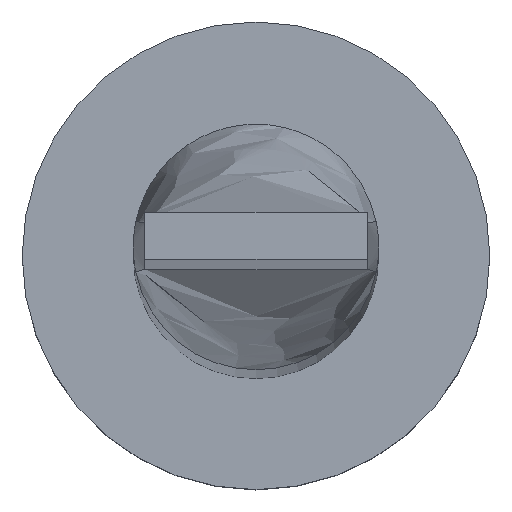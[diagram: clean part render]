
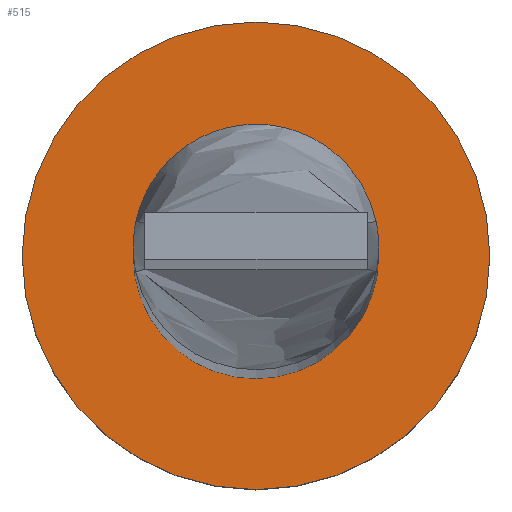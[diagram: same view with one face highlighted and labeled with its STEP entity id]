
A CAD part, top view. The second image highlights one B-rep face of the part: STEP entity #515.
In plain terms, the highlighted planar face has unit normal (0, 0, 1).
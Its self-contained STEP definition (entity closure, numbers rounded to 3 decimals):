
#12 = DIRECTION ( 'NONE',  ( 0., 0., 1. ) ) ;
#16 = ORIENTED_EDGE ( 'NONE', *, *, #116, .T. ) ;
#67 = CARTESIAN_POINT ( 'NONE',  ( 4., 0., 3. ) ) ;
#75 = CARTESIAN_POINT ( 'NONE',  ( 2.1, 0., 3. ) ) ;
#83 = EDGE_CURVE ( 'NONE', #400, #474, #473, .T. ) ;
#93 = DIRECTION ( 'NONE',  ( 1., 0., 0. ) ) ;
#116 = EDGE_CURVE ( 'NONE', #537, #501, #242, .T. ) ;
#120 = CARTESIAN_POINT ( 'NONE',  ( -4., 0., 3. ) ) ;
#131 = AXIS2_PLACEMENT_3D ( 'NONE', #534, #227, #93 ) ;
#135 = EDGE_LOOP ( 'NONE', ( #152, #194 ) ) ;
#152 = ORIENTED_EDGE ( 'NONE', *, *, #351, .F. ) ;
#172 = PLANE ( 'NONE',  #353 ) ;
#173 = AXIS2_PLACEMENT_3D ( 'NONE', #429, #195, #467 ) ;
#194 = ORIENTED_EDGE ( 'NONE', *, *, #83, .F. ) ;
#195 = DIRECTION ( 'NONE',  ( 0., 0., 1. ) ) ;
#199 = CIRCLE ( 'NONE', #173, 4. ) ;
#208 = CIRCLE ( 'NONE', #131, 2.1 ) ;
#227 = DIRECTION ( 'NONE',  ( 0., 0., 1. ) ) ;
#242 = CIRCLE ( 'NONE', #323, 4. ) ;
#270 = ORIENTED_EDGE ( 'NONE', *, *, #462, .T. ) ;
#295 = CARTESIAN_POINT ( 'NONE',  ( 0., 0., 3. ) ) ;
#299 = DIRECTION ( 'NONE',  ( 0., 0., 1. ) ) ;
#313 = DIRECTION ( 'NONE',  ( 0., 0., 1. ) ) ;
#323 = AXIS2_PLACEMENT_3D ( 'NONE', #362, #313, #374 ) ;
#351 = EDGE_CURVE ( 'NONE', #474, #400, #208, .T. ) ;
#353 = AXIS2_PLACEMENT_3D ( 'NONE', #295, #299, #532 ) ;
#362 = CARTESIAN_POINT ( 'NONE',  ( 0., 0., 3. ) ) ;
#374 = DIRECTION ( 'NONE',  ( 1., 0., 0. ) ) ;
#400 = VERTEX_POINT ( 'NONE', #75 ) ;
#420 = CARTESIAN_POINT ( 'NONE',  ( 0., 0., 3. ) ) ;
#429 = CARTESIAN_POINT ( 'NONE',  ( 0., 0., 3. ) ) ;
#430 = AXIS2_PLACEMENT_3D ( 'NONE', #420, #12, #550 ) ;
#462 = EDGE_CURVE ( 'NONE', #501, #537, #199, .T. ) ;
#467 = DIRECTION ( 'NONE',  ( 1., 0., 0. ) ) ;
#470 = EDGE_LOOP ( 'NONE', ( #16, #270 ) ) ;
#473 = CIRCLE ( 'NONE', #430, 2.1 ) ;
#474 = VERTEX_POINT ( 'NONE', #564 ) ;
#501 = VERTEX_POINT ( 'NONE', #67 ) ;
#515 = ADVANCED_FACE ( 'NONE', ( #518, #575 ), #172, .T. ) ;
#518 = FACE_BOUND ( 'NONE', #135, .T. ) ;
#532 = DIRECTION ( 'NONE',  ( 1., 0., 0. ) ) ;
#534 = CARTESIAN_POINT ( 'NONE',  ( 0., 0., 3. ) ) ;
#537 = VERTEX_POINT ( 'NONE', #120 ) ;
#550 = DIRECTION ( 'NONE',  ( 1., 0., 0. ) ) ;
#564 = CARTESIAN_POINT ( 'NONE',  ( -2.1, 0., 3. ) ) ;
#575 = FACE_OUTER_BOUND ( 'NONE', #470, .T. ) ;
